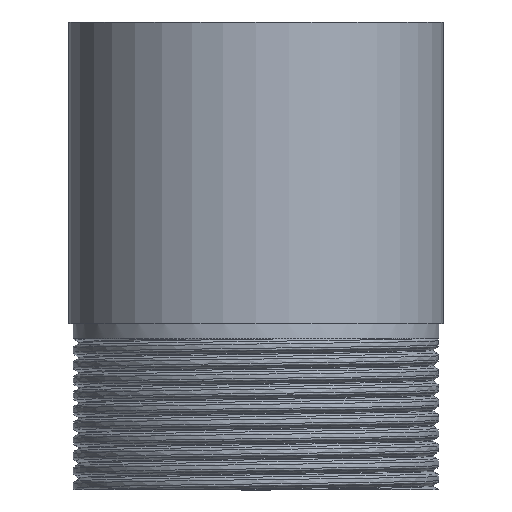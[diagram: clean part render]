
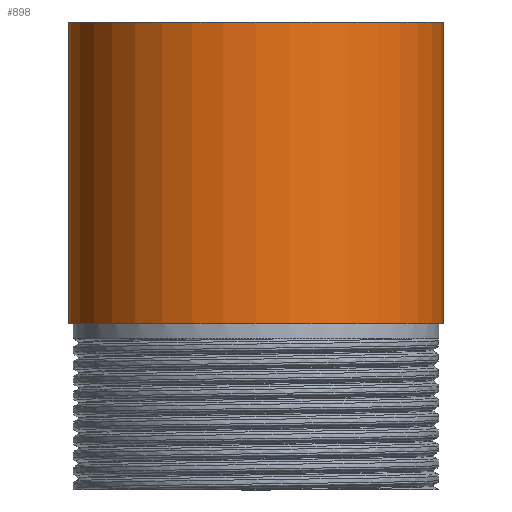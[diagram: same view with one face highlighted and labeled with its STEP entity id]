
A CAD part, top view. The second image highlights one B-rep face of the part: STEP entity #898.
In plain terms, the highlighted cylindrical face has radius 12.442 mm (diameter 24.884 mm), a full revolution.
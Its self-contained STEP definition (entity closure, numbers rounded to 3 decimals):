
#69=FACE_OUTER_BOUND('',#117,.T.);
#117=EDGE_LOOP('',(#728,#729,#730,#731));
#147=CIRCLE('',#960,12.442);
#148=CIRCLE('',#963,12.442);
#243=LINE('',#4840,#299);
#299=VECTOR('',#1092,12.2);
#389=VERTEX_POINT('',#4834);
#390=VERTEX_POINT('',#4838);
#508=EDGE_CURVE('',#389,#389,#147,.T.);
#509=EDGE_CURVE('',#390,#390,#148,.F.);
#510=EDGE_CURVE('',#390,#389,#243,.T.);
#728=ORIENTED_EDGE('',*,*,#509,.F.);
#729=ORIENTED_EDGE('',*,*,#510,.T.);
#730=ORIENTED_EDGE('',*,*,#508,.T.);
#731=ORIENTED_EDGE('',*,*,#510,.F.);
#862=CYLINDRICAL_SURFACE('',#962,12.442);
#898=ADVANCED_FACE('',(#69),#862,.T.);
#960=AXIS2_PLACEMENT_3D('',#4835,#1084,#1085);
#962=AXIS2_PLACEMENT_3D('',#4837,#1088,#1089);
#963=AXIS2_PLACEMENT_3D('',#4839,#1090,#1091);
#1084=DIRECTION('center_axis',(0.,1.,0.));
#1085=DIRECTION('ref_axis',(1.,0.,0.));
#1088=DIRECTION('center_axis',(0.,1.,0.));
#1089=DIRECTION('ref_axis',(1.,0.,0.));
#1090=DIRECTION('center_axis',(0.,-1.,0.));
#1091=DIRECTION('ref_axis',(1.,0.,0.));
#1092=DIRECTION('',(0.,-1.,0.));
#4834=CARTESIAN_POINT('',(77.456,-10.5,-11.874));
#4835=CARTESIAN_POINT('Origin',(89.898,-10.5,-11.874));
#4837=CARTESIAN_POINT('Origin',(89.898,1.5,-11.874));
#4838=CARTESIAN_POINT('',(77.456,9.5,-11.874));
#4839=CARTESIAN_POINT('Origin',(89.898,9.5,-11.874));
#4840=CARTESIAN_POINT('',(77.456,1.5,-11.874));
